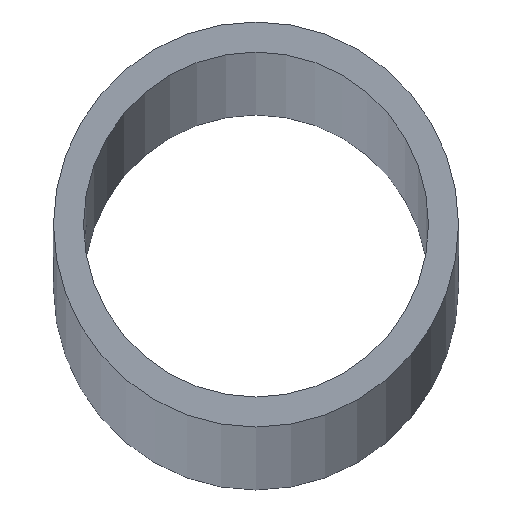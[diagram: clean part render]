
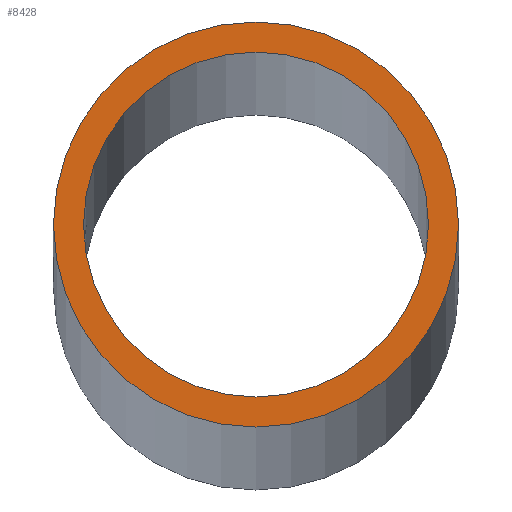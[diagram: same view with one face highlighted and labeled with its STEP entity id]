
A CAD part, top view. The second image highlights one B-rep face of the part: STEP entity #8428.
In plain terms, the highlighted planar face has unit normal (0, 0, 1).
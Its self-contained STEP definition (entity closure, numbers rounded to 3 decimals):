
#756 = PLANE ( 'NONE',  #1320 ) ;
#1320 = AXIS2_PLACEMENT_3D ( 'NONE', #8108, #1762, #1815 ) ;
#1762 = DIRECTION ( 'NONE',  ( 0., 0., 1. ) ) ;
#1815 = DIRECTION ( 'NONE',  ( 1., 0., 0. ) ) ;
#2637 = DIRECTION ( 'NONE',  ( 1., 0., 0. ) ) ;
#3944 = EDGE_LOOP ( 'NONE', ( #4746 ) ) ;
#4282 = VERTEX_POINT ( 'NONE', #6906 ) ;
#4746 = ORIENTED_EDGE ( 'NONE', *, *, #5053, .T. ) ;
#5053 = EDGE_CURVE ( 'NONE', #4282, #4282, #10171, .T. ) ;
#5418 = VERTEX_POINT ( 'NONE', #10132 ) ;
#5948 = AXIS2_PLACEMENT_3D ( 'NONE', #10139, #5957, #2637 ) ;
#5957 = DIRECTION ( 'NONE',  ( 0., 0., 1. ) ) ;
#6906 = CARTESIAN_POINT ( 'NONE',  ( 16.85, 0., 1500. ) ) ;
#7201 = EDGE_LOOP ( 'NONE', ( #11090 ) ) ;
#7518 = CIRCLE ( 'NONE', #9534, 14.35 ) ;
#7768 = CARTESIAN_POINT ( 'NONE',  ( 0., 0., 1500. ) ) ;
#8108 = CARTESIAN_POINT ( 'NONE',  ( 0., 0., 1500. ) ) ;
#8428 = ADVANCED_FACE ( 'NONE', ( #9471, #10458 ), #756, .T. ) ;
#9471 = FACE_OUTER_BOUND ( 'NONE', #3944, .T. ) ;
#9534 = AXIS2_PLACEMENT_3D ( 'NONE', #7768, #13020, #9896 ) ;
#9896 = DIRECTION ( 'NONE',  ( 1., 0., 0. ) ) ;
#10132 = CARTESIAN_POINT ( 'NONE',  ( 14.35, 0., 1500. ) ) ;
#10139 = CARTESIAN_POINT ( 'NONE',  ( 0., 0., 1500. ) ) ;
#10171 = CIRCLE ( 'NONE', #5948, 16.85 ) ;
#10458 = FACE_BOUND ( 'NONE', #7201, .T. ) ;
#10690 = EDGE_CURVE ( 'NONE', #5418, #5418, #7518, .T. ) ;
#11090 = ORIENTED_EDGE ( 'NONE', *, *, #10690, .F. ) ;
#13020 = DIRECTION ( 'NONE',  ( 0., 0., 1. ) ) ;
